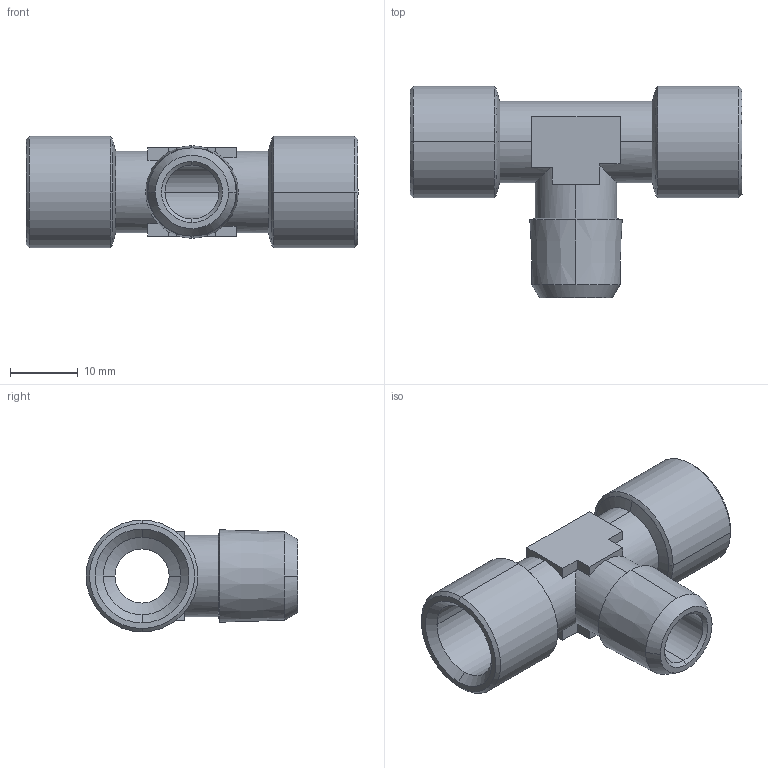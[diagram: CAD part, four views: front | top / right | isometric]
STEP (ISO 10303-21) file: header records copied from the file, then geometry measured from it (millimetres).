
FILE_DESCRIPTION (( 'STEP AP214' ), '1' );
FILE_NAME ('DRF.FMF02.STEP', '2018-09-03T09:17:36', ( '' ), ( '' ), 'SwSTEP 2.0', 'SolidWorks 2018', '' );
FILE_SCHEMA (( 'AUTOMOTIVE_DESIGN' ));
Length unit declared in the file: millimetre
Products named in the file (1): DRF.FMF02
Bounding box: 49 x 31.25 x 16.5 mm (x, y, z)
Volume: 5888.8 mm3; surface area: 5290.6 mm2
Topology: 1 solids, 1 shells, 66 faces, 171 edges, 106 vertices
Faces by surface type: cone 24, plane 21, cylinder 17, bspline 4
Entity records: 2385 total; most frequent: CARTESIAN_POINT 736, DIRECTION 347, ORIENTED_EDGE 342, EDGE_CURVE 171, AXIS2_PLACEMENT_3D 131, VERTEX_POINT 106, LINE 85, VECTOR 85
